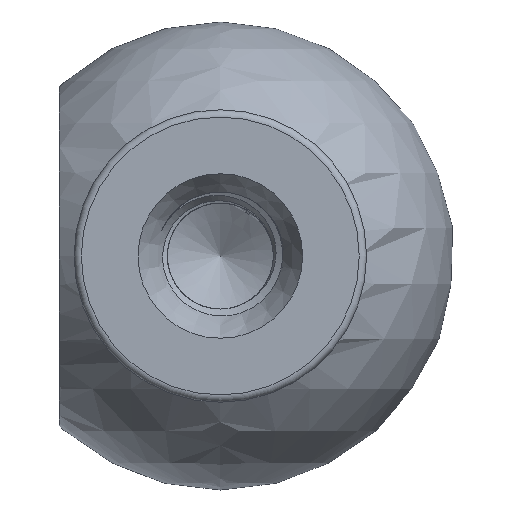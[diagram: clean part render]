
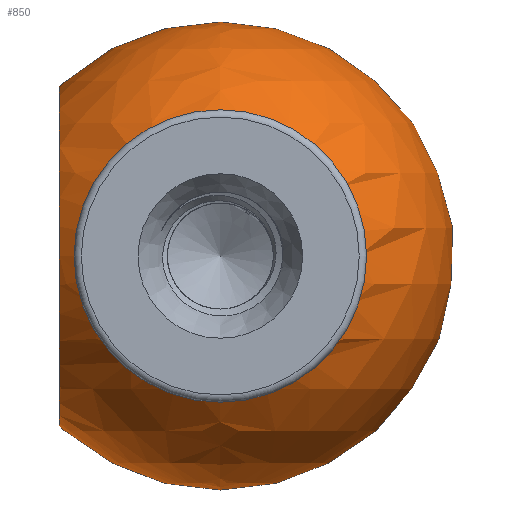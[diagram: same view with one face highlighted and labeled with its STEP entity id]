
A CAD part, left-side view. The second image highlights one B-rep face of the part: STEP entity #850.
In plain terms, the highlighted spherical face has radius 6.4 mm.
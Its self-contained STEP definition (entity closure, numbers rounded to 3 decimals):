
#24=SPHERICAL_SURFACE('',#928,6.4);
#27=FACE_BOUND('',#151,.T.);
#28=FACE_BOUND('',#152,.T.);
#53=CIRCLE('',#925,3.779);
#54=CIRCLE('',#926,3.779);
#56=CIRCLE('',#929,6.4);
#57=CIRCLE('',#930,6.4);
#58=CIRCLE('',#931,2.);
#59=CIRCLE('',#932,4.648);
#101=FACE_OUTER_BOUND('',#150,.T.);
#150=EDGE_LOOP('',(#655,#656,#657,#658,#659,#660));
#151=EDGE_LOOP('',(#661));
#152=EDGE_LOOP('',(#662));
#377=VERTEX_POINT('',#11987);
#378=VERTEX_POINT('',#11988);
#379=VERTEX_POINT('',#11993);
#380=VERTEX_POINT('',#11995);
#381=VERTEX_POINT('',#11997);
#382=VERTEX_POINT('',#11999);
#491=EDGE_CURVE('',#377,#378,#53,.T.);
#492=EDGE_CURVE('',#378,#377,#54,.T.);
#494=EDGE_CURVE('',#379,#378,#56,.T.);
#495=EDGE_CURVE('',#377,#380,#57,.T.);
#496=EDGE_CURVE('',#381,#381,#58,.T.);
#497=EDGE_CURVE('',#382,#382,#59,.T.);
#655=ORIENTED_EDGE('',*,*,#491,.T.);
#656=ORIENTED_EDGE('',*,*,#494,.F.);
#657=ORIENTED_EDGE('',*,*,#494,.T.);
#658=ORIENTED_EDGE('',*,*,#492,.T.);
#659=ORIENTED_EDGE('',*,*,#495,.T.);
#660=ORIENTED_EDGE('',*,*,#495,.F.);
#661=ORIENTED_EDGE('',*,*,#496,.T.);
#662=ORIENTED_EDGE('',*,*,#497,.T.);
#850=ADVANCED_FACE('',(#101,#27,#28),#24,.T.);
#925=AXIS2_PLACEMENT_3D('',#11989,#1075,#1076);
#926=AXIS2_PLACEMENT_3D('',#11990,#1077,#1078);
#928=AXIS2_PLACEMENT_3D('',#11992,#1081,#1082);
#929=AXIS2_PLACEMENT_3D('',#11994,#1083,#1084);
#930=AXIS2_PLACEMENT_3D('',#11996,#1085,#1086);
#931=AXIS2_PLACEMENT_3D('',#11998,#1087,#1088);
#932=AXIS2_PLACEMENT_3D('',#12000,#1089,#1090);
#1075=DIRECTION('center_axis',(1.,0.,0.));
#1076=DIRECTION('ref_axis',(0.,1.,0.));
#1077=DIRECTION('center_axis',(1.,0.,0.));
#1078=DIRECTION('ref_axis',(0.,1.,0.));
#1081=DIRECTION('center_axis',(0.,1.,0.));
#1082=DIRECTION('ref_axis',(1.,0.,0.));
#1083=DIRECTION('center_axis',(0.,0.,
1.));
#1084=DIRECTION('ref_axis',(-1.,0.,0.));
#1085=DIRECTION('center_axis',(0.,0.,
1.));
#1086=DIRECTION('ref_axis',(-1.,0.,0.));
#1087=DIRECTION('center_axis',(-1.,0.,0.));
#1088=DIRECTION('ref_axis',(0.,-1.,0.));
#1089=DIRECTION('center_axis',(0.,0.,1.));
#1090=DIRECTION('ref_axis',(0.,-1.,0.));
#11987=CARTESIAN_POINT('',(12.835,-3.779,0.));
#11988=CARTESIAN_POINT('',(12.835,3.779,0.));
#11989=CARTESIAN_POINT('Origin',(12.835,0.,
0.));
#11990=CARTESIAN_POINT('Origin',(12.835,0.,
0.));
#11992=CARTESIAN_POINT('Origin',(18.,0.,0.));
#11993=CARTESIAN_POINT('',(18.,6.4,0.));
#11994=CARTESIAN_POINT('Origin',(18.,0.,0.));
#11995=CARTESIAN_POINT('',(18.,-6.4,0.));
#11996=CARTESIAN_POINT('Origin',(18.,0.,0.));
#11997=CARTESIAN_POINT('',(24.079,2.,-0.002));
#11998=CARTESIAN_POINT('Origin',(24.079,0.,0.));
#11999=CARTESIAN_POINT('',(17.998,-4.648,-4.4));
#12000=CARTESIAN_POINT('Origin',(18.,0.,-4.4));
